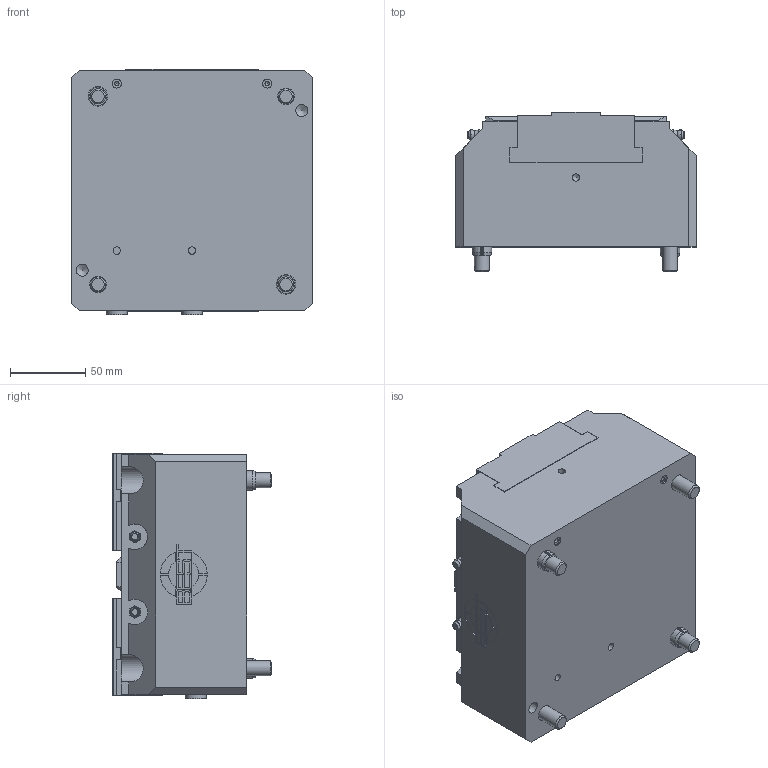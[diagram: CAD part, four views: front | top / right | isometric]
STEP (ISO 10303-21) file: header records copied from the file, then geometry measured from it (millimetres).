
FILE_DESCRIPTION((''),'2;1');
FILE_NAME('100-0160-001-Kunde.stp','2014-11-24T13:48:02',('Sigimeier'),(''),'Autodesk Inventor 2013','Autodesk Inventor 2013','');
FILE_SCHEMA(('AUTOMOTIVE_DESIGN { 1 0 10303 214 1 1 1 1 }'));
Length unit declared in the file: millimetre
Products named in the file (1): 100-0160-001-Kd
Bounding box: 160 x 106 x 162.84 mm (x, y, z)
Volume: 2029028.6 mm3; surface area: 149130.8 mm2
Topology: 1 solids, 7 shells, 611 faces, 1557 edges, 975 vertices
Faces by surface type: plane 347, cylinder 143, cone 101, torus 16, sphere 4
Full cylindrical faces by diameter (mm): 3 x6, 4.917 x7, 6 x2, 6.647 x24, 8 x2, 8.566 x2, 10 x4, 11 x4, 14 x2, 16 x6, 18 x4
Entity records: 17463 total; most frequent: CARTESIAN_POINT 3134, DIRECTION 2822, ORIENTED_EDGE 2704, EDGE_CURVE 1352, AXIS2_PLACEMENT_3D 990, VERTEX_POINT 906, VECTOR 842, LINE 842
